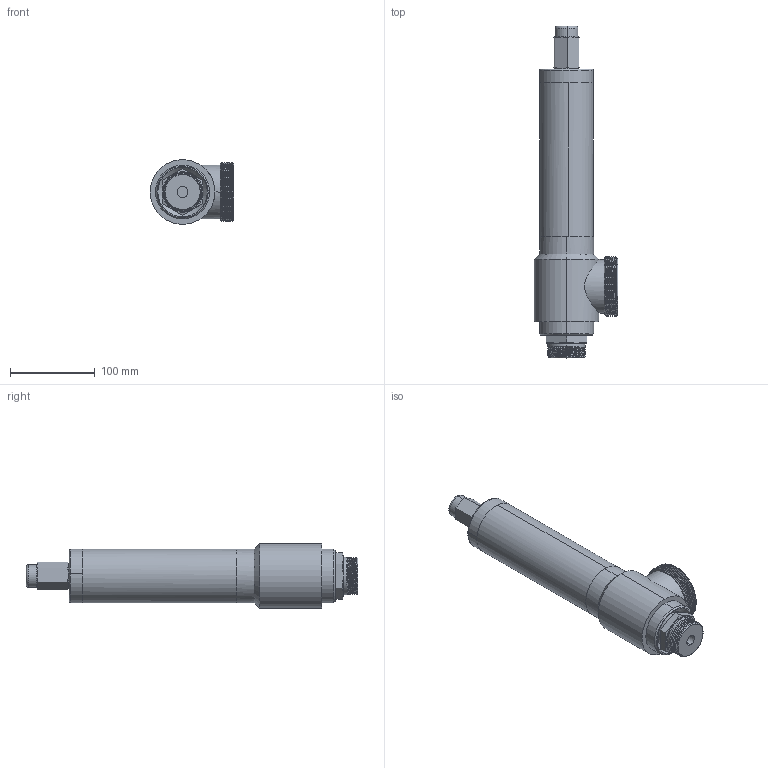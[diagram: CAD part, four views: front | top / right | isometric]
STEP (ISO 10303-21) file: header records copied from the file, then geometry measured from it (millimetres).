
FILE_DESCRIPTION (( 'STEP AP214' ), '1' );
FILE_NAME ('157A.STEP', '2018-01-30T17:02:59', ( '' ), ( '' ), 'SwSTEP 2.0', 'SolidWorks 2018', '' );
FILE_SCHEMA (( 'AUTOMOTIVE_DESIGN' ));
Length unit declared in the file: inch
Products named in the file (1): 157A
Bounding box: 98.42 x 390.65 x 76.2 mm (x, y, z)
Volume: 1187942.7 mm3; surface area: 121295.1 mm2
Topology: 1 solids, 1 shells, 230 faces, 591 edges, 371 vertices
Faces by surface type: cylinder 121, cone 53, plane 25, torus 16, bspline 15
Entity records: 19782 total; most frequent: CARTESIAN_POINT 13340, ORIENTED_EDGE 1182, DIRECTION 942, EDGE_CURVE 591, AXIS2_PLACEMENT_3D 387, VERTEX_POINT 371, EDGE_LOOP 240, FACE_OUTER_BOUND 230
